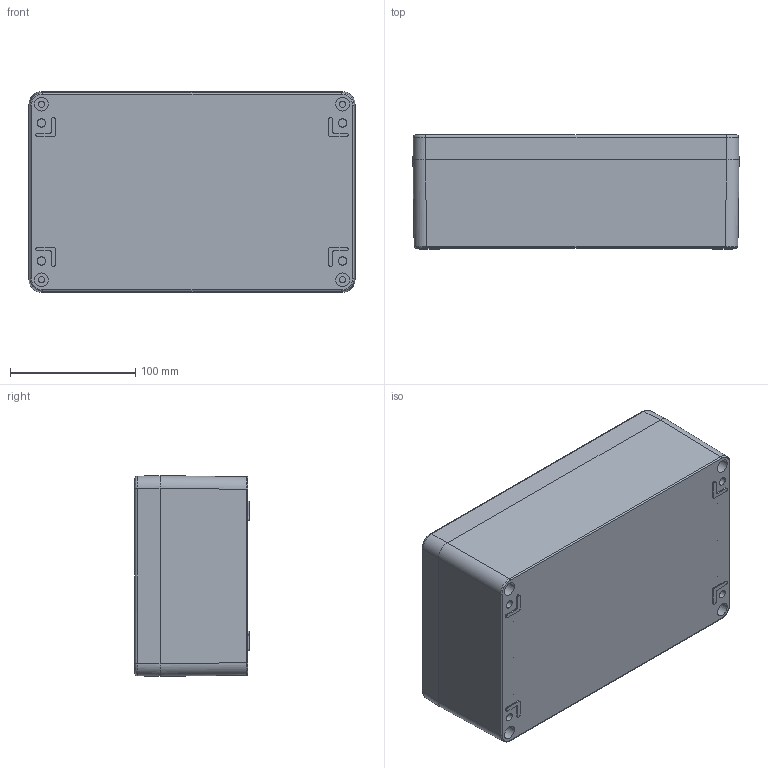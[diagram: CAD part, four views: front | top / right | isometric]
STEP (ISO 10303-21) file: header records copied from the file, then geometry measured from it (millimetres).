
FILE_DESCRIPTION (( 'STEP AP214' ), '1' );
FILE_NAME ('2374-2616-09-54.step', '2023-11-08T10:38:51', ( '' ), ( '' ), 'SwSTEP 2.0', 'SolidWorks 2019', '' );
FILE_SCHEMA (( 'AUTOMOTIVE_DESIGN' ));
Length unit declared in the file: millimetre
Products named in the file (7): Deckel^2374-2616-09-54; 2374-2616-09-54; SchutzleiteranschlussM6x10; SchutzleiteranschlussM4x8; DeckelschraubeM6x24; Unterteil^2374-2616-09-54
Assembly tree (12 placements, depth 3):
  2374-2616-09-54
    2374-2616-09-54
      Unterteil^2374-2616-09-54
      SchutzleiteranschlussM6x10  x4
      Deckel^2374-2616-09-54
      SchutzleiteranschlussM4x8
      DeckelschraubeM6x24  x4
Bounding box: 260 x 91 x 160 mm (x, y, z)
Volume: 762076 mm3; surface area: 337597.7 mm2
Topology: 16 solids, 16 shells, 947 faces, 2509 edges, 1595 vertices
Faces by surface type: plane 430, cylinder 295, cone 167, torus 28, bspline 27
Entity records: 21212 total; most frequent: CARTESIAN_POINT 7432, ORIENTED_EDGE 2876, DIRECTION 2739, EDGE_CURVE 1438, AXIS2_PLACEMENT_3D 1010, VERTEX_POINT 920, LINE 719, VECTOR 719
